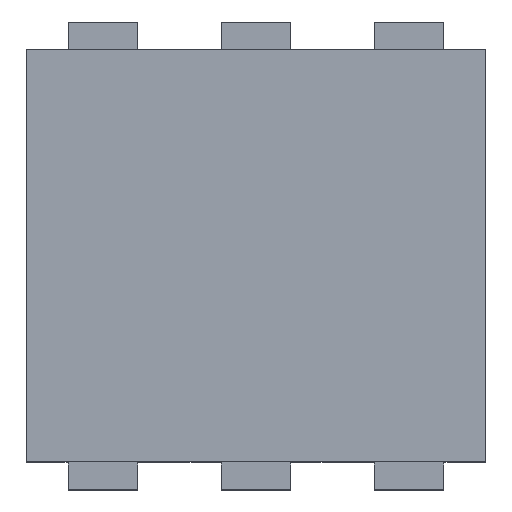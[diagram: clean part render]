
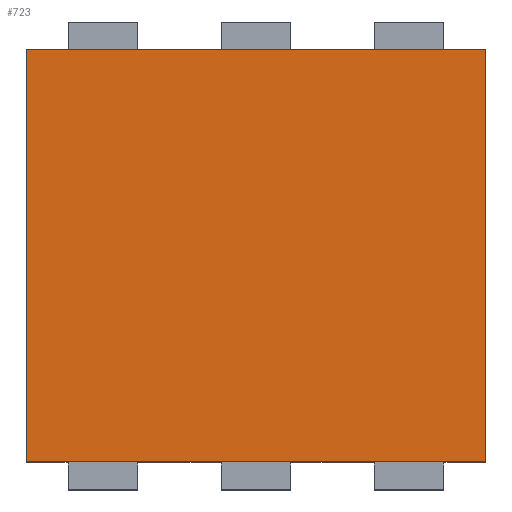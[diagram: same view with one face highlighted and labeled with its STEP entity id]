
A CAD part, top view. The second image highlights one B-rep face of the part: STEP entity #723.
In plain terms, the highlighted planar face has unit normal (0, 0, 1).
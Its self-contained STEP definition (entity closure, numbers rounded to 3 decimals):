
#1 = DIRECTION ( 'NONE',  ( -1., 0., 0. ) ) ;
#124 = CARTESIAN_POINT ( 'NONE',  ( -1.65, 1.48, 2. ) ) ;
#181 = FACE_OUTER_BOUND ( 'NONE', #319, .T. ) ;
#194 = VECTOR ( 'NONE', #1, 1000. ) ;
#199 = VECTOR ( 'NONE', #545, 1000. ) ;
#211 = LINE ( 'NONE', #498, #199 ) ;
#232 = LINE ( 'NONE', #876, #429 ) ;
#236 = EDGE_CURVE ( 'NONE', #720, #1015, #232, .T. ) ;
#264 = DIRECTION ( 'NONE',  ( 1., 0., 0. ) ) ;
#272 = DIRECTION ( 'NONE',  ( 0., 0., 1. ) ) ;
#274 = PLANE ( 'NONE',  #928 ) ;
#319 = EDGE_LOOP ( 'NONE', ( #572, #998, #665, #1006 ) ) ;
#322 = DIRECTION ( 'NONE',  ( 0., -1., 0. ) ) ;
#405 = VECTOR ( 'NONE', #322, 1000. ) ;
#429 = VECTOR ( 'NONE', #854, 1000. ) ;
#498 = CARTESIAN_POINT ( 'NONE',  ( -1.65, -1.48, 2. ) ) ;
#530 = LINE ( 'NONE', #632, #194 ) ;
#545 = DIRECTION ( 'NONE',  ( 1., 0., 0. ) ) ;
#551 = EDGE_CURVE ( 'NONE', #1015, #908, #530, .T. ) ;
#568 = EDGE_CURVE ( 'NONE', #1017, #720, #211, .T. ) ;
#572 = ORIENTED_EDGE ( 'NONE', *, *, #704, .T. ) ;
#632 = CARTESIAN_POINT ( 'NONE',  ( 1.65, 1.48, 2. ) ) ;
#665 = ORIENTED_EDGE ( 'NONE', *, *, #236, .T. ) ;
#683 = CARTESIAN_POINT ( 'NONE',  ( 1.65, -1.48, 2. ) ) ;
#704 = EDGE_CURVE ( 'NONE', #908, #1017, #948, .T. ) ;
#720 = VERTEX_POINT ( 'NONE', #683 ) ;
#723 = ADVANCED_FACE ( 'NONE', ( #181 ), #274, .T. ) ;
#838 = CARTESIAN_POINT ( 'NONE',  ( -1.65, -1.48, 2. ) ) ;
#854 = DIRECTION ( 'NONE',  ( 0., 1., 0. ) ) ;
#876 = CARTESIAN_POINT ( 'NONE',  ( 1.65, -1.48, 2. ) ) ;
#879 = CARTESIAN_POINT ( 'NONE',  ( 1.65, 1.48, 2. ) ) ;
#908 = VERTEX_POINT ( 'NONE', #927 ) ;
#927 = CARTESIAN_POINT ( 'NONE',  ( -1.65, 1.48, 2. ) ) ;
#928 = AXIS2_PLACEMENT_3D ( 'NONE', #1019, #272, #264 ) ;
#948 = LINE ( 'NONE', #124, #405 ) ;
#998 = ORIENTED_EDGE ( 'NONE', *, *, #568, .T. ) ;
#1006 = ORIENTED_EDGE ( 'NONE', *, *, #551, .T. ) ;
#1015 = VERTEX_POINT ( 'NONE', #879 ) ;
#1017 = VERTEX_POINT ( 'NONE', #838 ) ;
#1019 = CARTESIAN_POINT ( 'NONE',  ( -1.65, -1.48, 2. ) ) ;
